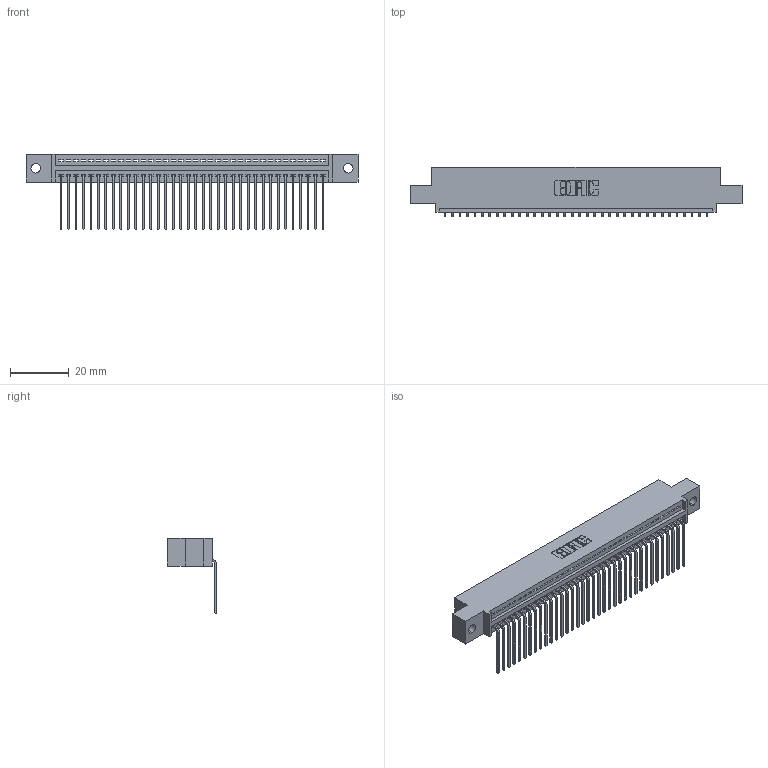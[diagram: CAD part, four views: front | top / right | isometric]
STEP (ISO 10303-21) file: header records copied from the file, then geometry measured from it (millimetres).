
FILE_DESCRIPTION (( 'STEP AP203' ), '1' );
FILE_NAME ('345-036-559-402.STEP', '2019-10-08T00:01:05', ( '' ), ( '' ), 'SwSTEP 2.0', 'SolidWorks 2016', '' );
FILE_SCHEMA (( 'CONFIG_CONTROL_DESIGN' ));
Length unit declared in the file: inch
Products named in the file (3): 345-036-559-402; 345-292-001_558 559 Tail - 1; 345 Part_0.110 Offset - 0.128 Dia
Assembly tree (37 placements, depth 2):
  345-036-559-402
    345 Part_0.110 Offset - 0.128 Dia
    345-292-001_558 559 Tail - 1  x36
Bounding box: 112.65 x 16.75 x 25.53 mm (x, y, z)
Volume: 10660.3 mm3; surface area: 14600.2 mm2
Topology: 37 solids, 37 shells, 2290 faces, 6905 edges, 4554 vertices
Faces by surface type: plane 1596, cylinder 694
Entity records: 28121 total; most frequent: CARTESIAN_POINT 4880, ORIENTED_EDGE 4850, DIRECTION 4269, EDGE_CURVE 2425, LINE 2149, VECTOR 2149, VERTEX_POINT 1614, AXIS2_PLACEMENT_3D 1060
